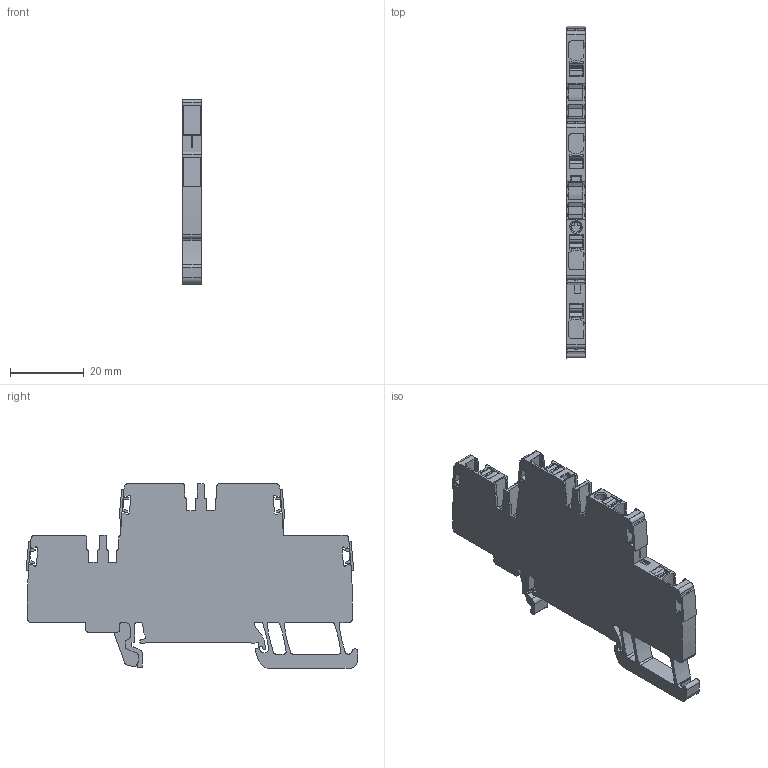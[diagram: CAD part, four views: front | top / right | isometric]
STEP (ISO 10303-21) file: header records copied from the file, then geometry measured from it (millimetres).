
FILE_DESCRIPTION(('CATIA V5R22 STEP214','CAx-IF Rec.Pracs.--- Model Styling and Organization---1.4--- 2014-01-23'),'2;1');
FILE_NAME ('1135647-2_1', '2019-07-05T12:03:41+00:00', ('Weidmueller Interface'), ('Weidmueller'), 'CATIA Version 5-6 Release 2016 SP3 HF44', 'CATIA V5 STEP AP214', 'none');
FILE_SCHEMA(('AUTOMOTIVE_DESIGN { 1 0 10303 214 1 1 1 1 }'));
Length unit declared in the file: millimetre
Products named in the file (1): 2675140000_A2T_2-5_VL_DL
Bounding box: 5.1 x 90.08 x 50.15 mm (x, y, z)
Volume: 13785.7 mm3; surface area: 10313.8 mm2
Topology: 12 solids, 12 shells, 859 faces, 2483 edges, 1663 vertices
Faces by surface type: plane 499, cylinder 272, extrusion 86, cone 2
Entity records: 28736 total; most frequent: CARTESIAN_POINT 6445, ORIENTED_EDGE 4966, DIRECTION 3582, EDGE_CURVE 2483, VECTOR 1811, LINE 1725, VERTEX_POINT 1663, AXIS2_PLACEMENT_3D 1150
